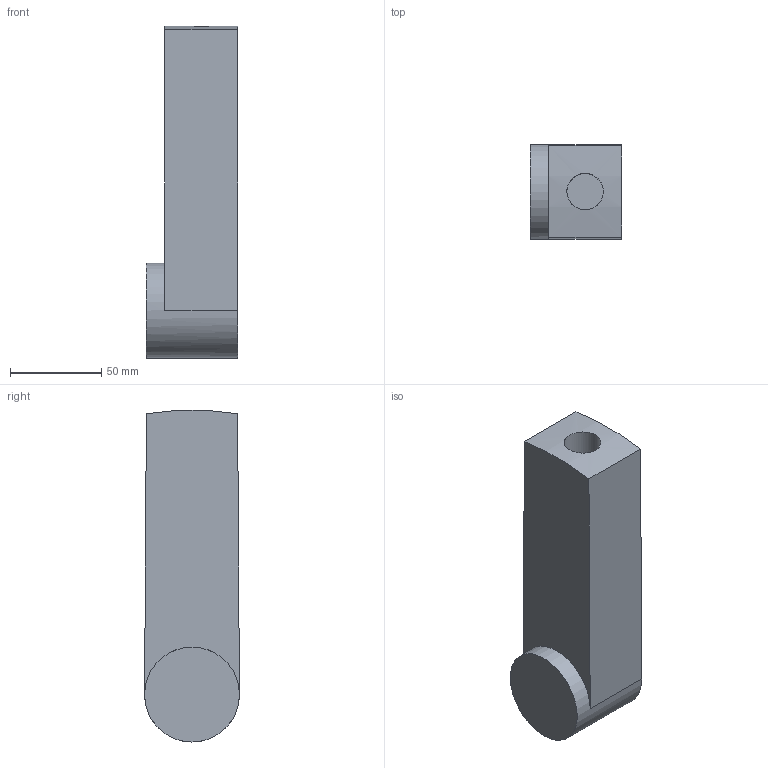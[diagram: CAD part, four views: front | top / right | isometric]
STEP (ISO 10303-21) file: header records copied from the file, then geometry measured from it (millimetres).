
FILE_DESCRIPTION(('Open CASCADE Model'),'2;1');
FILE_NAME('Open CASCADE Shape Model','2021-01-05T18:10:38',('Author'),( 'Open CASCADE'),'Open CASCADE STEP processor 7.4','Open CASCADE 7.4' ,'Unknown');
FILE_SCHEMA(('AUTOMOTIVE_DESIGN { 1 0 10303 214 1 1 1 1 }'));
Length unit declared in the file: millimetre
Products named in the file (1): Open CASCADE STEP translator 7.4 36
Bounding box: 50 x 52 x 182 mm (x, y, z)
Volume: 342099.3 mm3; surface area: 44895.7 mm2
Topology: 1 solids, 1 shells, 9 faces, 20 edges, 14 vertices
Faces by surface type: plane 6, cylinder 3
Full cylindrical faces by diameter (mm): 20 x1, 52 x1
Entity records: 885 total; most frequent: CARTESIAN_POINT 473, DIRECTION 73, ORIENTED_EDGE 40, PCURVE 40, DEFINITIONAL_REPRESENTATION 40, LINE 35, VECTOR 35, EDGE_CURVE 20
